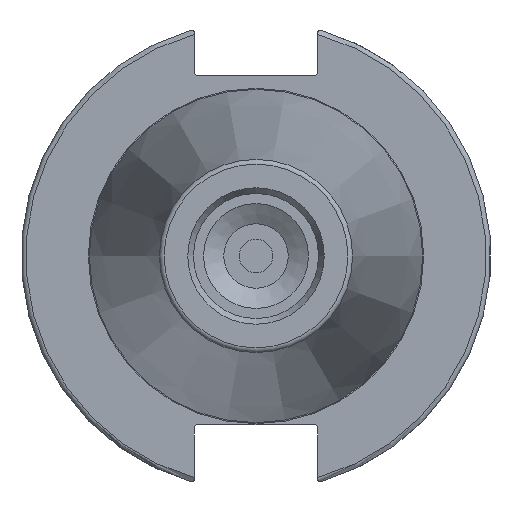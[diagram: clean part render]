
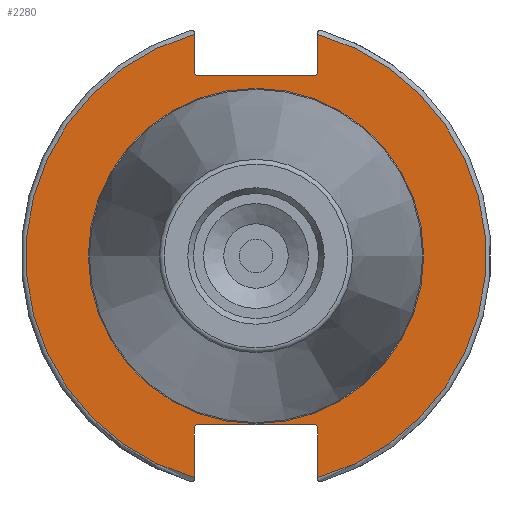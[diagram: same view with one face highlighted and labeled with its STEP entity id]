
A CAD part, left-side view. The second image highlights one B-rep face of the part: STEP entity #2280.
In plain terms, the highlighted planar face has unit normal (-1, 0, 0).
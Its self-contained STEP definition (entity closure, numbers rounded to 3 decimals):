
#437=FACE_BOUND('',#662,.T.);
#454=PLANE('',#2631);
#530=FACE_OUTER_BOUND('',#661,.T.);
#661=EDGE_LOOP('',(#1703,#1704,#1705,#1706,#1707,#1708,#1709,#1710,#1711,
#1712,#1713,#1714));
#662=EDGE_LOOP('',(#1715));
#793=LINE('',#3719,#939);
#794=LINE('',#3721,#940);
#795=LINE('',#3723,#941);
#796=LINE('',#3725,#942);
#797=LINE('',#3727,#943);
#798=LINE('',#3731,#944);
#799=LINE('',#3733,#945);
#800=LINE('',#3735,#946);
#801=LINE('',#3737,#947);
#802=LINE('',#3738,#948);
#939=VECTOR('',#2981,10.);
#940=VECTOR('',#2982,10.);
#941=VECTOR('',#2983,10.);
#942=VECTOR('',#2984,10.);
#943=VECTOR('',#2985,10.);
#944=VECTOR('',#2988,10.);
#945=VECTOR('',#2989,10.);
#946=VECTOR('',#2990,10.);
#947=VECTOR('',#2991,10.);
#948=VECTOR('',#2992,10.);
#1093=CIRCLE('',#2629,35.125);
#1095=CIRCLE('',#2632,48.213);
#1096=CIRCLE('',#2633,48.213);
#1189=VERTEX_POINT('',#3710);
#1190=VERTEX_POINT('',#3715);
#1191=VERTEX_POINT('',#3716);
#1192=VERTEX_POINT('',#3718);
#1193=VERTEX_POINT('',#3720);
#1194=VERTEX_POINT('',#3722);
#1195=VERTEX_POINT('',#3724);
#1196=VERTEX_POINT('',#3726);
#1197=VERTEX_POINT('',#3728);
#1198=VERTEX_POINT('',#3730);
#1199=VERTEX_POINT('',#3732);
#1200=VERTEX_POINT('',#3734);
#1201=VERTEX_POINT('',#3736);
#1388=EDGE_CURVE('',#1189,#1189,#1093,.T.);
#1390=EDGE_CURVE('',#1190,#1191,#1095,.T.);
#1391=EDGE_CURVE('',#1190,#1192,#793,.T.);
#1392=EDGE_CURVE('',#1193,#1192,#794,.T.);
#1393=EDGE_CURVE('',#1193,#1194,#795,.T.);
#1394=EDGE_CURVE('',#1195,#1194,#796,.T.);
#1395=EDGE_CURVE('',#1195,#1196,#797,.T.);
#1396=EDGE_CURVE('',#1197,#1196,#1096,.T.);
#1397=EDGE_CURVE('',#1197,#1198,#798,.T.);
#1398=EDGE_CURVE('',#1199,#1198,#799,.T.);
#1399=EDGE_CURVE('',#1199,#1200,#800,.T.);
#1400=EDGE_CURVE('',#1201,#1200,#801,.T.);
#1401=EDGE_CURVE('',#1201,#1191,#802,.T.);
#1703=ORIENTED_EDGE('',*,*,#1390,.F.);
#1704=ORIENTED_EDGE('',*,*,#1391,.T.);
#1705=ORIENTED_EDGE('',*,*,#1392,.F.);
#1706=ORIENTED_EDGE('',*,*,#1393,.T.);
#1707=ORIENTED_EDGE('',*,*,#1394,.F.);
#1708=ORIENTED_EDGE('',*,*,#1395,.T.);
#1709=ORIENTED_EDGE('',*,*,#1396,.F.);
#1710=ORIENTED_EDGE('',*,*,#1397,.T.);
#1711=ORIENTED_EDGE('',*,*,#1398,.F.);
#1712=ORIENTED_EDGE('',*,*,#1399,.T.);
#1713=ORIENTED_EDGE('',*,*,#1400,.F.);
#1714=ORIENTED_EDGE('',*,*,#1401,.T.);
#1715=ORIENTED_EDGE('',*,*,#1388,.F.);
#2280=ADVANCED_FACE('',(#530,#437),#454,.T.);
#2629=AXIS2_PLACEMENT_3D('',#3712,#2973,#2974);
#2631=AXIS2_PLACEMENT_3D('',#3714,#2977,#2978);
#2632=AXIS2_PLACEMENT_3D('',#3717,#2979,#2980);
#2633=AXIS2_PLACEMENT_3D('',#3729,#2986,#2987);
#2973=DIRECTION('center_axis',(-1.,0.,0.));
#2974=DIRECTION('ref_axis',(0.,-1.,0.));
#2977=DIRECTION('center_axis',(-1.,0.,0.));
#2978=DIRECTION('ref_axis',(0.,0.,1.));
#2979=DIRECTION('center_axis',(1.,0.,0.));
#2980=DIRECTION('ref_axis',(0.,-1.,0.));
#2981=DIRECTION('',(0.,0.,-1.));
#2982=DIRECTION('',(0.,-0.707,0.707));
#2983=DIRECTION('',(0.,1.,0.));
#2984=DIRECTION('',(0.,-0.707,-0.707));
#2985=DIRECTION('',(0.,0.,1.));
#2986=DIRECTION('center_axis',(1.,0.,0.));
#2987=DIRECTION('ref_axis',(0.,1.,0.));
#2988=DIRECTION('',(0.,0.,1.));
#2989=DIRECTION('',(0.,0.707,-0.707));
#2990=DIRECTION('',(0.,-1.,0.));
#2991=DIRECTION('',(0.,0.707,0.707));
#2992=DIRECTION('',(0.,0.,-1.));
#3710=CARTESIAN_POINT('',(3.175,0.,35.125));
#3712=CARTESIAN_POINT('Origin',(3.175,0.,0.));
#3714=CARTESIAN_POINT('Origin',(3.175,49.213,0.));
#3715=CARTESIAN_POINT('',(3.175,-12.95,46.441));
#3716=CARTESIAN_POINT('',(3.175,-12.95,-46.441));
#3717=CARTESIAN_POINT('Origin',(3.175,0.,0.));
#3718=CARTESIAN_POINT('',(3.175,-12.95,38.219));
#3719=CARTESIAN_POINT('',(3.175,-12.95,18.86));
#3720=CARTESIAN_POINT('',(3.175,-12.45,37.719));
#3721=CARTESIAN_POINT('',(3.175,12.27,12.999));
#3722=CARTESIAN_POINT('',(3.175,12.45,37.719));
#3723=CARTESIAN_POINT('',(3.175,24.606,37.719));
#3724=CARTESIAN_POINT('',(3.175,12.95,38.219));
#3725=CARTESIAN_POINT('',(3.175,12.336,37.605));
#3726=CARTESIAN_POINT('',(3.175,12.95,46.441));
#3727=CARTESIAN_POINT('',(3.175,12.95,18.86));
#3728=CARTESIAN_POINT('',(3.175,12.95,-46.441));
#3729=CARTESIAN_POINT('Origin',(3.175,0.,0.));
#3730=CARTESIAN_POINT('',(3.175,12.95,-35.806));
#3731=CARTESIAN_POINT('',(3.175,12.95,-17.653));
#3732=CARTESIAN_POINT('',(3.175,12.45,-35.306));
#3733=CARTESIAN_POINT('',(3.175,12.939,-35.795));
#3734=CARTESIAN_POINT('',(3.175,-12.45,-35.306));
#3735=CARTESIAN_POINT('',(3.175,24.606,-35.306));
#3736=CARTESIAN_POINT('',(3.175,-12.95,-35.806));
#3737=CARTESIAN_POINT('',(3.175,11.667,-11.189));
#3738=CARTESIAN_POINT('',(3.175,-12.95,-17.653));
